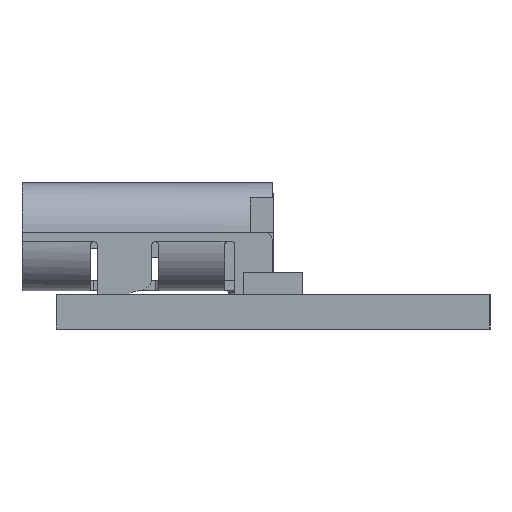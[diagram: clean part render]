
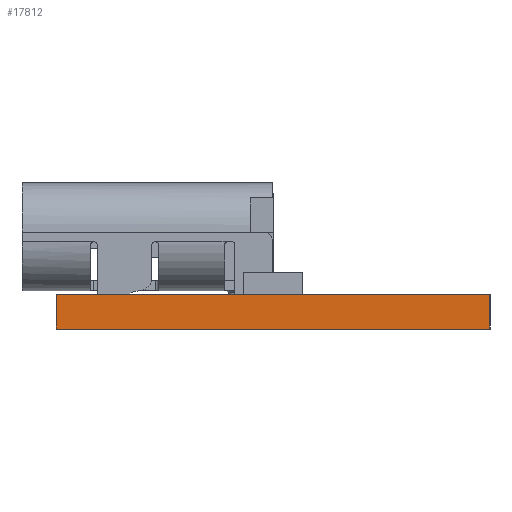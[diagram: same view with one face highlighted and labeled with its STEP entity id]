
A CAD part, left-side view. The second image highlights one B-rep face of the part: STEP entity #17812.
In plain terms, the highlighted planar face has unit normal (-1, 0, 0).
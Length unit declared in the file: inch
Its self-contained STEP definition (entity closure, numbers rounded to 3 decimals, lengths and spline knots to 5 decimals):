
#916 = VERTEX_POINT ( 'NONE', #17708 ) ;
#968 = ORIENTED_EDGE ( 'NONE', *, *, #3995, .F. ) ;
#1111 = DIRECTION ( 'NONE',  ( 0., -1., 0. ) ) ;
#2030 = CARTESIAN_POINT ( 'NONE',  ( 0., 0.5, 0.04 ) ) ;
#2695 = VECTOR ( 'NONE', #1111, 39.37008 ) ;
#2986 = VECTOR ( 'NONE', #28302, 39.37008 ) ;
#3515 = CARTESIAN_POINT ( 'NONE',  ( 0., 0.5, 0. ) ) ;
#3995 = EDGE_CURVE ( 'NONE', #916, #17095, #39320, .T. ) ;
#4256 = VECTOR ( 'NONE', #11317, 39.37008 ) ;
#5116 = LINE ( 'NONE', #21269, #2986 ) ;
#6783 = AXIS2_PLACEMENT_3D ( 'NONE', #2030, #41230, #27993 ) ;
#7178 = DIRECTION ( 'NONE',  ( 0., 0., -1. ) ) ;
#8978 = CARTESIAN_POINT ( 'NONE',  ( 0., 0., 0. ) ) ;
#10136 = EDGE_CURVE ( 'NONE', #17095, #25898, #5116, .T. ) ;
#11317 = DIRECTION ( 'NONE',  ( 0., -1., 0. ) ) ;
#12558 = VERTEX_POINT ( 'NONE', #3515 ) ;
#13530 = ORIENTED_EDGE ( 'NONE', *, *, #19119, .T. ) ;
#13950 = CARTESIAN_POINT ( 'NONE',  ( 0., 0.5, 0.04 ) ) ;
#17095 = VERTEX_POINT ( 'NONE', #29764 ) ;
#17623 = EDGE_CURVE ( 'NONE', #12558, #25898, #26434, .T. ) ;
#17708 = CARTESIAN_POINT ( 'NONE',  ( 0., 0.5, 0.04 ) ) ;
#17812 = ADVANCED_FACE ( 'NONE', ( #27173 ), #40180, .F. ) ;
#19119 = EDGE_CURVE ( 'NONE', #916, #12558, #30176, .T. ) ;
#21269 = CARTESIAN_POINT ( 'NONE',  ( 0., 0., 0.04 ) ) ;
#25898 = VERTEX_POINT ( 'NONE', #8978 ) ;
#26434 = LINE ( 'NONE', #31057, #2695 ) ;
#27173 = FACE_OUTER_BOUND ( 'NONE', #28796, .T. ) ;
#27511 = CARTESIAN_POINT ( 'NONE',  ( 0., 0.5, 0.04 ) ) ;
#27993 = DIRECTION ( 'NONE',  ( 0., 0., -1. ) ) ;
#28302 = DIRECTION ( 'NONE',  ( 0., 0., -1. ) ) ;
#28796 = EDGE_LOOP ( 'NONE', ( #36311, #30605, #968, #13530 ) ) ;
#29764 = CARTESIAN_POINT ( 'NONE',  ( 0., 0., 0.04 ) ) ;
#30176 = LINE ( 'NONE', #13950, #35820 ) ;
#30605 = ORIENTED_EDGE ( 'NONE', *, *, #10136, .F. ) ;
#31057 = CARTESIAN_POINT ( 'NONE',  ( 0., 0.5, 0. ) ) ;
#35820 = VECTOR ( 'NONE', #7178, 39.37008 ) ;
#36311 = ORIENTED_EDGE ( 'NONE', *, *, #17623, .T. ) ;
#39320 = LINE ( 'NONE', #27511, #4256 ) ;
#40180 = PLANE ( 'NONE',  #6783 ) ;
#41230 = DIRECTION ( 'NONE',  ( 1., 0., 0. ) ) ;
